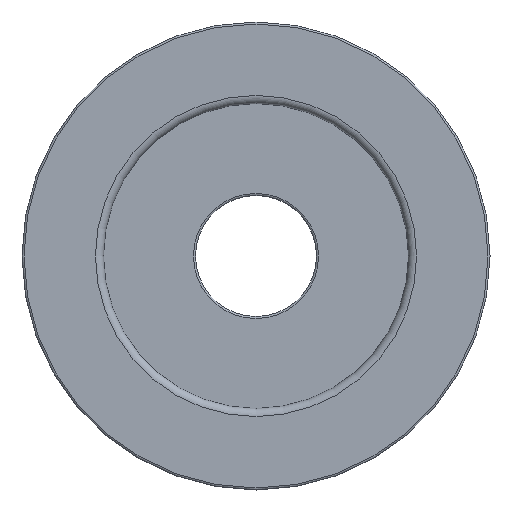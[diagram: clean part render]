
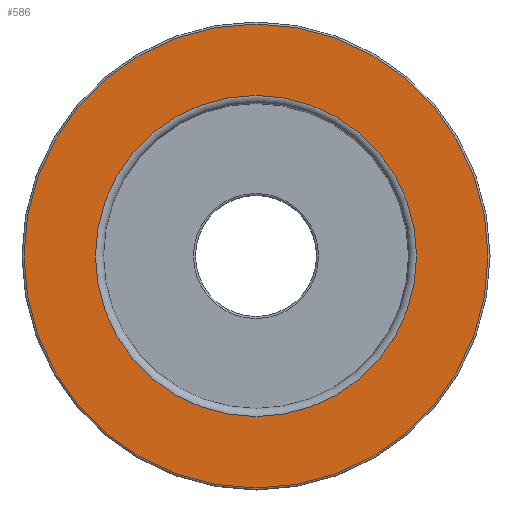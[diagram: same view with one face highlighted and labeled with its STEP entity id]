
A CAD part, left-side view. The second image highlights one B-rep face of the part: STEP entity #586.
In plain terms, the highlighted planar face has unit normal (-1, 0, 0).
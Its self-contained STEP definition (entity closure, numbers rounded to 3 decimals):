
#30=FACE_BOUND('',#142,.T.);
#36=PLANE('',#660);
#93=FACE_OUTER_BOUND('',#141,.T.);
#141=EDGE_LOOP('',(#413));
#142=EDGE_LOOP('',(#414));
#193=CIRCLE('',#658,28.75);
#195=CIRCLE('',#661,19.9);
#258=VERTEX_POINT('',#1031);
#259=VERTEX_POINT('',#1035);
#311=EDGE_CURVE('',#258,#258,#193,.T.);
#313=EDGE_CURVE('',#259,#259,#195,.T.);
#413=ORIENTED_EDGE('',*,*,#311,.F.);
#414=ORIENTED_EDGE('',*,*,#313,.F.);
#586=ADVANCED_FACE('',(#93,#30),#36,.T.);
#658=AXIS2_PLACEMENT_3D('',#1032,#797,#798);
#660=AXIS2_PLACEMENT_3D('',#1034,#801,#802);
#661=AXIS2_PLACEMENT_3D('',#1036,#803,#804);
#797=DIRECTION('center_axis',(1.,0.,0.));
#798=DIRECTION('ref_axis',(0.,0.,-1.));
#801=DIRECTION('center_axis',(-1.,0.,0.));
#802=DIRECTION('ref_axis',(0.,0.,1.));
#803=DIRECTION('center_axis',(-1.,0.,0.));
#804=DIRECTION('ref_axis',(0.,-1.,0.));
#1031=CARTESIAN_POINT('',(-4.,0.,-55.1));
#1032=CARTESIAN_POINT('Origin',(-4.,0.,-26.35));
#1034=CARTESIAN_POINT('Origin',(-4.,0.,-26.35));
#1035=CARTESIAN_POINT('',(-4.,0.,-6.45));
#1036=CARTESIAN_POINT('Origin',(-4.,0.,-26.35));
